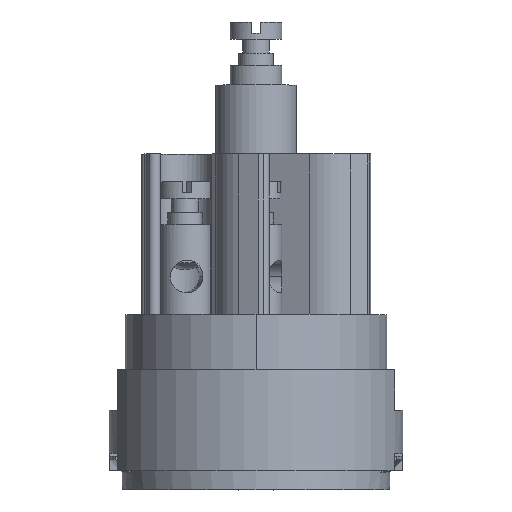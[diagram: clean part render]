
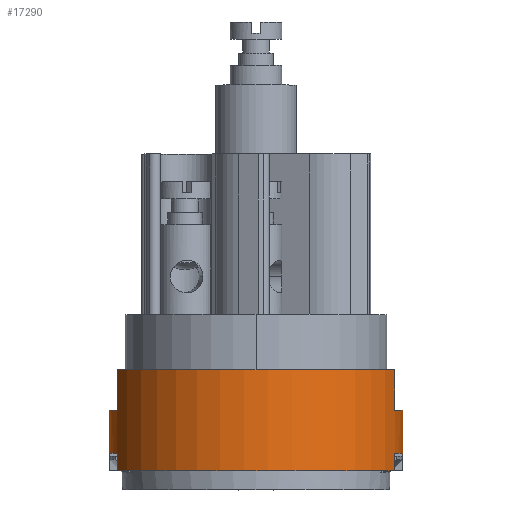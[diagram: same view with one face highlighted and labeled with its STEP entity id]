
A CAD part, top view. The second image highlights one B-rep face of the part: STEP entity #17290.
In plain terms, the highlighted cylindrical face has radius 8.5 mm (diameter 17 mm), a partial arc.
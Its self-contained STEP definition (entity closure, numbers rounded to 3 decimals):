
#899=CARTESIAN_POINT('',(0.,-6.3,0.));
#900=DIRECTION('',(0.,1.,0.));
#901=DIRECTION('',(0.944,0.,-0.329));
#902=AXIS2_PLACEMENT_3D('',#899,#900,#901);
#982=CARTESIAN_POINT('',(0.,-6.3,0.));
#983=DIRECTION('',(0.,1.,0.));
#984=DIRECTION('',(0.999,0.,0.035));
#985=AXIS2_PLACEMENT_3D('',#982,#983,#984);
#1106=CARTESIAN_POINT('',(0.,-2.8,0.));
#1107=DIRECTION('',(0.,-1.,0.));
#1108=DIRECTION('',(0.944,0.,-0.329));
#1109=AXIS2_PLACEMENT_3D('',#1106,#1107,#1108);
#1381=DIRECTION('',(0.,1.,0.));
#1382=VECTOR('',#1381,2.35);
#1383=CARTESIAN_POINT('',(-8.026,-2.8,2.8));
#1384=LINE('',#1383,#1382);
#1385=CARTESIAN_POINT('',(0.,-0.45,0.));
#1386=DIRECTION('',(0.,1.,0.));
#1387=DIRECTION('',(-0.944,0.,0.329));
#1388=AXIS2_PLACEMENT_3D('',#1385,#1386,#1387);
#1390=DIRECTION('',(0.,-1.,0.));
#1391=VECTOR('',#1390,2.35);
#1392=CARTESIAN_POINT('',(8.026,-0.45,2.8));
#1393=LINE('',#1392,#1391);
#1394=CARTESIAN_POINT('',(0.,-2.8,0.));
#1395=DIRECTION('',(0.,-1.,0.));
#1396=DIRECTION('',(0.121,0.,-0.993));
#1397=AXIS2_PLACEMENT_3D('',#1394,#1395,#1396);
#1399=DIRECTION('',(0.,-1.,0.));
#1400=VECTOR('',#1399,3.5);
#1401=CARTESIAN_POINT('',(1.025,-2.8,-8.438));
#1402=LINE('',#1401,#1400);
#1403=DIRECTION('',(0.,1.,0.));
#1404=VECTOR('',#1403,1.);
#1405=CARTESIAN_POINT('',(8.026,-6.3,-2.8));
#1406=LINE('',#1405,#1404);
#1407=DIRECTION('',(0.,-1.,0.));
#1408=VECTOR('',#1407,1.);
#1409=CARTESIAN_POINT('',(8.495,-5.3,-0.3));
#1410=LINE('',#1409,#1408);
#1411=DIRECTION('',(0.,1.,0.));
#1412=VECTOR('',#1411,1.);
#1413=CARTESIAN_POINT('',(8.495,-6.3,0.3));
#1414=LINE('',#1413,#1412);
#1415=DIRECTION('',(0.,-1.,0.));
#1416=VECTOR('',#1415,1.);
#1417=CARTESIAN_POINT('',(8.026,-5.3,2.8));
#1418=LINE('',#1417,#1416);
#1419=CARTESIAN_POINT('',(0.,-6.3,0.));
#1420=DIRECTION('',(0.,-1.,0.));
#1421=DIRECTION('',(0.944,0.,0.329));
#1422=AXIS2_PLACEMENT_3D('',#1419,#1420,#1421);
#1424=DIRECTION('',(0.,1.,0.));
#1425=VECTOR('',#1424,1.);
#1426=CARTESIAN_POINT('',(-8.026,-6.3,2.8));
#1427=LINE('',#1426,#1425);
#1428=DIRECTION('',(0.,-1.,0.));
#1429=VECTOR('',#1428,1.);
#1430=CARTESIAN_POINT('',(-8.495,-5.3,0.3));
#1431=LINE('',#1430,#1429);
#1432=DIRECTION('',(0.,1.,0.));
#1433=VECTOR('',#1432,1.);
#1434=CARTESIAN_POINT('',(-8.495,-6.3,-0.3));
#1435=LINE('',#1434,#1433);
#1436=DIRECTION('',(0.,-1.,0.));
#1437=VECTOR('',#1436,1.);
#1438=CARTESIAN_POINT('',(-8.026,-5.3,-2.8));
#1439=LINE('',#1438,#1437);
#1440=DIRECTION('',(0.,1.,0.));
#1441=VECTOR('',#1440,3.5);
#1442=CARTESIAN_POINT('',(-1.025,-6.3,-8.438));
#1443=LINE('',#1442,#1441);
#1444=CARTESIAN_POINT('',(0.,-2.8,0.));
#1445=DIRECTION('',(0.,-1.,0.));
#1446=DIRECTION('',(-0.944,0.,-0.329));
#1447=AXIS2_PLACEMENT_3D('',#1444,#1445,#1446);
#1487=CARTESIAN_POINT('',(0.,-2.8,0.));
#1488=DIRECTION('',(0.,-1.,0.));
#1489=DIRECTION('',(-0.944,0.,0.329));
#1490=AXIS2_PLACEMENT_3D('',#1487,#1488,#1489);
#1725=CARTESIAN_POINT('',(0.,-6.3,0.));
#1726=DIRECTION('',(0.,1.,0.));
#1727=DIRECTION('',(-0.999,0.,-0.035));
#1728=AXIS2_PLACEMENT_3D('',#1725,#1726,#1727);
#1795=CARTESIAN_POINT('',(0.,-5.3,0.));
#1796=DIRECTION('',(0.,1.,0.));
#1797=DIRECTION('',(-0.944,0.,-0.329));
#1798=AXIS2_PLACEMENT_3D('',#1795,#1796,#1797);
#1818=CARTESIAN_POINT('',(0.,-5.3,0.));
#1819=DIRECTION('',(0.,1.,0.));
#1820=DIRECTION('',(-0.999,0.,0.035));
#1821=AXIS2_PLACEMENT_3D('',#1818,#1819,#1820);
#1832=CARTESIAN_POINT('',(0.,-6.3,0.));
#1833=DIRECTION('',(0.,1.,0.));
#1834=DIRECTION('',(-0.121,0.,-0.993));
#1835=AXIS2_PLACEMENT_3D('',#1832,#1833,#1834);
#1873=CARTESIAN_POINT('',(0.,-5.3,0.));
#1874=DIRECTION('',(0.,1.,0.));
#1875=DIRECTION('',(0.944,0.,0.329));
#1876=AXIS2_PLACEMENT_3D('',#1873,#1874,#1875);
#11304=CARTESIAN_POINT('',(0.,-5.3,0.));
#11305=DIRECTION('',(0.,1.,0.));
#11306=DIRECTION('',(0.999,0.,-0.035));
#11307=AXIS2_PLACEMENT_3D('',#11304,#11305,#11306);
#13244=CARTESIAN_POINT('',(-1.025,-6.3,-8.438));
#13245=VERTEX_POINT('',#13244);
#13246=CARTESIAN_POINT('',(1.025,-6.3,-8.438));
#13247=VERTEX_POINT('',#13246);
#13248=CARTESIAN_POINT('',(8.026,-6.3,-2.8));
#13249=VERTEX_POINT('',#13248);
#13250=CARTESIAN_POINT('',(8.026,-5.3,-2.8));
#13252=VERTEX_POINT('',#13250);
#13260=CARTESIAN_POINT('',(8.495,-6.3,-0.3));
#13261=VERTEX_POINT('',#13260);
#13262=CARTESIAN_POINT('',(8.495,-5.3,-0.3));
#13263=VERTEX_POINT('',#13262);
#13270=CARTESIAN_POINT('',(8.495,-6.3,0.3));
#13271=VERTEX_POINT('',#13270);
#13280=CARTESIAN_POINT('',(8.495,-5.3,0.3));
#13281=VERTEX_POINT('',#13280);
#13286=CARTESIAN_POINT('',(8.026,-6.3,2.8));
#13287=VERTEX_POINT('',#13286);
#13288=CARTESIAN_POINT('',(8.026,-5.3,2.8));
#13289=VERTEX_POINT('',#13288);
#13292=CARTESIAN_POINT('',(-8.026,-6.3,2.8));
#13293=VERTEX_POINT('',#13292);
#13294=CARTESIAN_POINT('',(-8.026,-5.3,2.8));
#13296=VERTEX_POINT('',#13294);
#13304=CARTESIAN_POINT('',(-8.495,-6.3,0.3));
#13305=VERTEX_POINT('',#13304);
#13306=CARTESIAN_POINT('',(-8.495,-5.3,0.3));
#13307=VERTEX_POINT('',#13306);
#13314=CARTESIAN_POINT('',(-8.495,-6.3,-0.3));
#13315=VERTEX_POINT('',#13314);
#13324=CARTESIAN_POINT('',(-8.495,-5.3,-0.3));
#13325=VERTEX_POINT('',#13324);
#13372=CARTESIAN_POINT('',(-8.026,-5.3,-2.8));
#13373=VERTEX_POINT('',#13372);
#13374=CARTESIAN_POINT('',(-8.026,-6.3,-2.8));
#13375=VERTEX_POINT('',#13374);
#14343=CARTESIAN_POINT('',(8.026,-0.45,2.8));
#14344=VERTEX_POINT('',#14343);
#14345=CARTESIAN_POINT('',(-8.026,-0.45,2.8));
#14347=VERTEX_POINT('',#14345);
#16059=CARTESIAN_POINT('',(-1.025,-2.8,-8.438));
#16061=VERTEX_POINT('',#16059);
#16064=CARTESIAN_POINT('',(1.025,-2.8,-8.438));
#16065=VERTEX_POINT('',#16064);
#16089=CARTESIAN_POINT('',(-8.026,-2.8,-2.8));
#16091=VERTEX_POINT('',#16089);
#16106=CARTESIAN_POINT('',(8.026,-2.8,2.8));
#16107=VERTEX_POINT('',#16106);
#16108=CARTESIAN_POINT('',(-8.026,-2.8,2.8));
#16109=VERTEX_POINT('',#16108);
#16110=CARTESIAN_POINT('',(8.026,-2.8,-2.8));
#16111=VERTEX_POINT('',#16110);
#17240=CARTESIAN_POINT('',(0.,-2.585,0.));
#17241=DIRECTION('',(0.,-1.,0.));
#17242=DIRECTION('',(0.,0.,1.));
#17243=AXIS2_PLACEMENT_3D('',#17240,#17241,#17242);
#17244=CYLINDRICAL_SURFACE('',#17243,8.5);
#17246=ORIENTED_EDGE('',*,*,#17245,.F.);
#17248=ORIENTED_EDGE('',*,*,#17247,.T.);
#17250=ORIENTED_EDGE('',*,*,#17249,.T.);
#17251=ORIENTED_EDGE('',*,*,#17232,.T.);
#17252=ORIENTED_EDGE('',*,*,#16933,.F.);
#17254=ORIENTED_EDGE('',*,*,#17253,.F.);
#17255=ORIENTED_EDGE('',*,*,#16659,.T.);
#17256=ORIENTED_EDGE('',*,*,#16671,.F.);
#17257=ORIENTED_EDGE('',*,*,#16689,.T.);
#17259=ORIENTED_EDGE('',*,*,#17258,.F.);
#17260=ORIENTED_EDGE('',*,*,#16771,.T.);
#17261=ORIENTED_EDGE('',*,*,#16792,.F.);
#17262=ORIENTED_EDGE('',*,*,#16813,.T.);
#17264=ORIENTED_EDGE('',*,*,#17263,.F.);
#17266=ORIENTED_EDGE('',*,*,#17265,.T.);
#17268=ORIENTED_EDGE('',*,*,#17267,.T.);
#17270=ORIENTED_EDGE('',*,*,#17269,.T.);
#17272=ORIENTED_EDGE('',*,*,#17271,.F.);
#17274=ORIENTED_EDGE('',*,*,#17273,.T.);
#17276=ORIENTED_EDGE('',*,*,#17275,.F.);
#17278=ORIENTED_EDGE('',*,*,#17277,.T.);
#17280=ORIENTED_EDGE('',*,*,#17279,.F.);
#17282=ORIENTED_EDGE('',*,*,#17281,.T.);
#17284=ORIENTED_EDGE('',*,*,#17283,.F.);
#17285=ORIENTED_EDGE('',*,*,#16609,.T.);
#17287=ORIENTED_EDGE('',*,*,#17286,.F.);
#17288=EDGE_LOOP('',(#17246,#17248,#17250,#17251,#17252,#17254,#17255,#17256,
#17257,#17259,#17260,#17261,#17262,#17264,#17266,#17268,#17270,#17272,#17274,
#17276,#17278,#17280,#17282,#17284,#17285,#17287));
#17289=FACE_OUTER_BOUND('',#17288,.F.);
#17290=ADVANCED_FACE('',(#17289),#17244,.T.);
#903=CIRCLE('',#902,8.5);
#986=CIRCLE('',#985,8.5);
#1110=CIRCLE('',#1109,8.5);
#1389=CIRCLE('',#1388,8.5);
#1398=CIRCLE('',#1397,8.5);
#1423=CIRCLE('',#1422,8.5);
#1448=CIRCLE('',#1447,8.5);
#1491=CIRCLE('',#1490,8.5);
#1729=CIRCLE('',#1728,8.5);
#1799=CIRCLE('',#1798,8.5);
#1822=CIRCLE('',#1821,8.5);
#1836=CIRCLE('',#1835,8.5);
#1877=CIRCLE('',#1876,8.5);
#11308=CIRCLE('',#11307,8.5);
#16609=EDGE_CURVE('',#13245,#16061,#1443,.T.);
#16659=EDGE_CURVE('',#16065,#13247,#1402,.T.);
#16671=EDGE_CURVE('',#13249,#13247,#903,.T.);
#16689=EDGE_CURVE('',#13249,#13252,#1406,.T.);
#16771=EDGE_CURVE('',#13263,#13261,#1410,.T.);
#16792=EDGE_CURVE('',#13271,#13261,#986,.T.);
#16813=EDGE_CURVE('',#13271,#13281,#1414,.T.);
#16933=EDGE_CURVE('',#16111,#16107,#1110,.T.);
#17232=EDGE_CURVE('',#14344,#16107,#1393,.T.);
#17245=EDGE_CURVE('',#16109,#16091,#1491,.T.);
#17247=EDGE_CURVE('',#16109,#14347,#1384,.T.);
#17249=EDGE_CURVE('',#14347,#14344,#1389,.T.);
#17253=EDGE_CURVE('',#16065,#16111,#1398,.T.);
#17258=EDGE_CURVE('',#13263,#13252,#11308,.T.);
#17263=EDGE_CURVE('',#13289,#13281,#1877,.T.);
#17265=EDGE_CURVE('',#13289,#13287,#1418,.T.);
#17267=EDGE_CURVE('',#13287,#13293,#1423,.T.);
#17269=EDGE_CURVE('',#13293,#13296,#1427,.T.);
#17271=EDGE_CURVE('',#13307,#13296,#1822,.T.);
#17273=EDGE_CURVE('',#13307,#13305,#1431,.T.);
#17275=EDGE_CURVE('',#13315,#13305,#1729,.T.);
#17277=EDGE_CURVE('',#13315,#13325,#1435,.T.);
#17279=EDGE_CURVE('',#13373,#13325,#1799,.T.);
#17281=EDGE_CURVE('',#13373,#13375,#1439,.T.);
#17283=EDGE_CURVE('',#13245,#13375,#1836,.T.);
#17286=EDGE_CURVE('',#16091,#16061,#1448,.T.);
